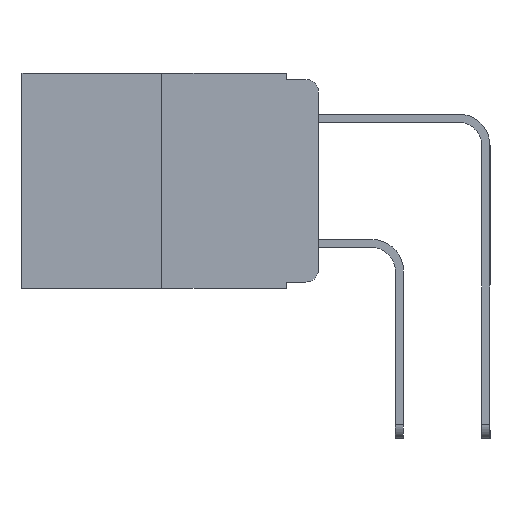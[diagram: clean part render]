
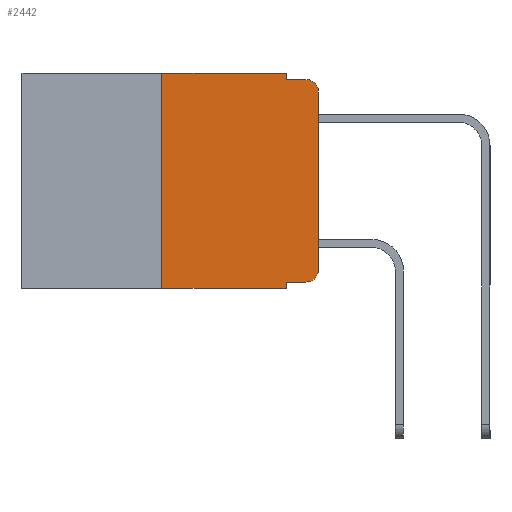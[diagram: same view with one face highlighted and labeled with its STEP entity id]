
A CAD part, left-side view. The second image highlights one B-rep face of the part: STEP entity #2442.
In plain terms, the highlighted planar face has unit normal (-1, 0, 0).
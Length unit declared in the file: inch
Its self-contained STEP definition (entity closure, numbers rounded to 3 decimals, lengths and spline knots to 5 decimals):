
#94 = VERTEX_POINT ( 'NONE', #3814 ) ;
#102 = AXIS2_PLACEMENT_3D ( 'NONE', #4748, #12604, #5881 ) ;
#148 = ORIENTED_EDGE ( 'NONE', *, *, #2205, .F. ) ;
#696 = EDGE_CURVE ( 'NONE', #11160, #9647, #4456, .T. ) ;
#961 = DIRECTION ( 'NONE',  ( 0., -1., 0. ) ) ;
#2205 = EDGE_CURVE ( 'NONE', #6941, #2563, #5477, .T. ) ;
#2441 = ORIENTED_EDGE ( 'NONE', *, *, #14059, .T. ) ;
#2442 = ADVANCED_FACE ( 'NONE', ( #8661 ), #3429, .F. ) ;
#2563 = VERTEX_POINT ( 'NONE', #10331 ) ;
#2651 = AXIS2_PLACEMENT_3D ( 'NONE', #4536, #5659, #13508 ) ;
#2686 = CARTESIAN_POINT ( 'NONE',  ( 0., 0.051, 0. ) ) ;
#2847 = LINE ( 'NONE', #6515, #11430 ) ;
#2893 = VECTOR ( 'NONE', #4164, 39.37008 ) ;
#3051 = CARTESIAN_POINT ( 'NONE',  ( 0., 0.051, 0. ) ) ;
#3429 = PLANE ( 'NONE',  #2651 ) ;
#3438 = ORIENTED_EDGE ( 'NONE', *, *, #5200, .T. ) ;
#3747 = EDGE_CURVE ( 'NONE', #2563, #94, #7027, .T. ) ;
#3814 = CARTESIAN_POINT ( 'NONE',  ( 0., 0.02, -0.01 ) ) ;
#4164 = DIRECTION ( 'NONE',  ( 0., 0., -1. ) ) ;
#4456 = LINE ( 'NONE', #8748, #7094 ) ;
#4503 = CIRCLE ( 'NONE', #13639, 0.02 ) ;
#4536 = CARTESIAN_POINT ( 'NONE',  ( 0., 0.473, 0. ) ) ;
#4637 = VERTEX_POINT ( 'NONE', #5796 ) ;
#4748 = CARTESIAN_POINT ( 'NONE',  ( 0., 0.02, -0.03 ) ) ;
#5052 = ORIENTED_EDGE ( 'NONE', *, *, #3747, .F. ) ;
#5200 = EDGE_CURVE ( 'NONE', #12063, #94, #5804, .T. ) ;
#5393 = CARTESIAN_POINT ( 'NONE',  ( 0., 0.02, -0.313 ) ) ;
#5413 = ORIENTED_EDGE ( 'NONE', *, *, #696, .F. ) ;
#5477 = LINE ( 'NONE', #3051, #2893 ) ;
#5659 = DIRECTION ( 'NONE',  ( 1., 0., 0. ) ) ;
#5796 = CARTESIAN_POINT ( 'NONE',  ( 0., 0.051, -0.333 ) ) ;
#5804 = CIRCLE ( 'NONE', #102, 0.02 ) ;
#5851 = CARTESIAN_POINT ( 'NONE',  ( 0., 0.473, -0.343 ) ) ;
#5881 = DIRECTION ( 'NONE',  ( 0., 0., -1. ) ) ;
#5912 = ORIENTED_EDGE ( 'NONE', *, *, #9761, .T. ) ;
#6058 = VECTOR ( 'NONE', #9540, 39.37008 ) ;
#6515 = CARTESIAN_POINT ( 'NONE',  ( 0., 0.473, 0. ) ) ;
#6536 = CARTESIAN_POINT ( 'NONE',  ( 0., 0.051, -0.333 ) ) ;
#6543 = DIRECTION ( 'NONE',  ( 0., 0., -1. ) ) ;
#6609 = CARTESIAN_POINT ( 'NONE',  ( 0., 0.25, -0.343 ) ) ;
#6941 = VERTEX_POINT ( 'NONE', #9837 ) ;
#6954 = VERTEX_POINT ( 'NONE', #11047 ) ;
#6989 = DIRECTION ( 'NONE',  ( 0., -1., 0. ) ) ;
#7027 = LINE ( 'NONE', #13325, #9688 ) ;
#7094 = VECTOR ( 'NONE', #7424, 39.37008 ) ;
#7315 = VECTOR ( 'NONE', #6989, 39.37008 ) ;
#7424 = DIRECTION ( 'NONE',  ( 0., 0., 1. ) ) ;
#7485 = VERTEX_POINT ( 'NONE', #10263 ) ;
#7646 = DIRECTION ( 'NONE',  ( 0., -1., 0. ) ) ;
#7663 = LINE ( 'NONE', #5851, #7315 ) ;
#7666 = DIRECTION ( 'NONE',  ( 0., -1., 0. ) ) ;
#7839 = VECTOR ( 'NONE', #9416, 39.37008 ) ;
#8205 = LINE ( 'NONE', #2686, #7839 ) ;
#8412 = CARTESIAN_POINT ( 'NONE',  ( 0., 0., 0. ) ) ;
#8595 = LINE ( 'NONE', #6536, #14167 ) ;
#8661 = FACE_OUTER_BOUND ( 'NONE', #12511, .T. ) ;
#8746 = ORIENTED_EDGE ( 'NONE', *, *, #11074, .F. ) ;
#8748 = CARTESIAN_POINT ( 'NONE',  ( 0., 0.25, 0. ) ) ;
#8767 = CARTESIAN_POINT ( 'NONE',  ( 0., 0., -0.313 ) ) ;
#8827 = ORIENTED_EDGE ( 'NONE', *, *, #13761, .F. ) ;
#8909 = EDGE_CURVE ( 'NONE', #11160, #6954, #7663, .T. ) ;
#9415 = LINE ( 'NONE', #8412, #6058 ) ;
#9416 = DIRECTION ( 'NONE',  ( 0., 0., -1. ) ) ;
#9540 = DIRECTION ( 'NONE',  ( 0., 0., 1. ) ) ;
#9647 = VERTEX_POINT ( 'NONE', #10412 ) ;
#9688 = VECTOR ( 'NONE', #961, 39.37008 ) ;
#9761 = EDGE_CURVE ( 'NONE', #11653, #12063, #9415, .T. ) ;
#9837 = CARTESIAN_POINT ( 'NONE',  ( 0., 0.051, 0. ) ) ;
#10263 = CARTESIAN_POINT ( 'NONE',  ( 0., 0.02, -0.333 ) ) ;
#10331 = CARTESIAN_POINT ( 'NONE',  ( 0., 0.051, -0.01 ) ) ;
#10412 = CARTESIAN_POINT ( 'NONE',  ( 0., 0.25, 0. ) ) ;
#11047 = CARTESIAN_POINT ( 'NONE',  ( 0., 0.051, -0.343 ) ) ;
#11074 = EDGE_CURVE ( 'NONE', #9647, #6941, #2847, .T. ) ;
#11160 = VERTEX_POINT ( 'NONE', #6609 ) ;
#11430 = VECTOR ( 'NONE', #7646, 39.37008 ) ;
#11653 = VERTEX_POINT ( 'NONE', #8767 ) ;
#12063 = VERTEX_POINT ( 'NONE', #13973 ) ;
#12278 = EDGE_CURVE ( 'NONE', #4637, #7485, #8595, .T. ) ;
#12511 = EDGE_LOOP ( 'NONE', ( #5912, #3438, #5052, #148, #8746, #5413, #14256, #8827, #13507, #2441 ) ) ;
#12604 = DIRECTION ( 'NONE',  ( -1., 0., 0. ) ) ;
#13247 = DIRECTION ( 'NONE',  ( -1., 0., 0. ) ) ;
#13325 = CARTESIAN_POINT ( 'NONE',  ( 0., 0.051, -0.01 ) ) ;
#13507 = ORIENTED_EDGE ( 'NONE', *, *, #12278, .T. ) ;
#13508 = DIRECTION ( 'NONE',  ( 0., 0., -1. ) ) ;
#13639 = AXIS2_PLACEMENT_3D ( 'NONE', #5393, #13247, #6543 ) ;
#13761 = EDGE_CURVE ( 'NONE', #4637, #6954, #8205, .T. ) ;
#13973 = CARTESIAN_POINT ( 'NONE',  ( 0., 0., -0.03 ) ) ;
#14059 = EDGE_CURVE ( 'NONE', #7485, #11653, #4503, .T. ) ;
#14167 = VECTOR ( 'NONE', #7666, 39.37008 ) ;
#14256 = ORIENTED_EDGE ( 'NONE', *, *, #8909, .T. ) ;
